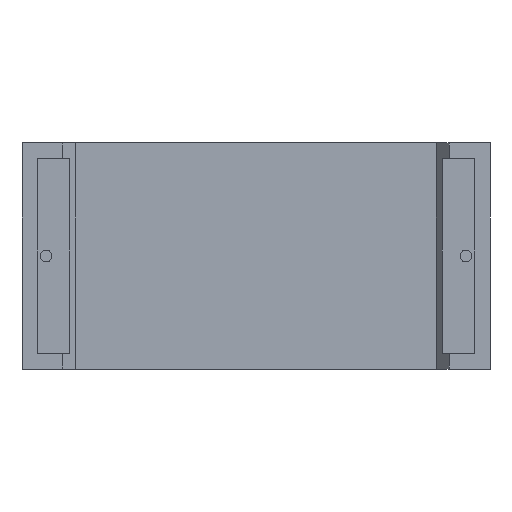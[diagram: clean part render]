
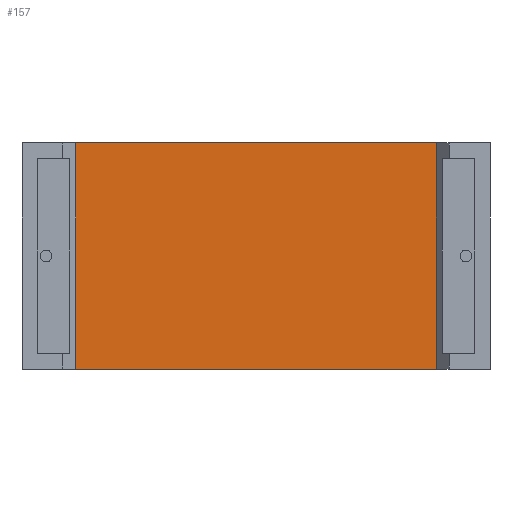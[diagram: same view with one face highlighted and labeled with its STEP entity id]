
A CAD part, front view. The second image highlights one B-rep face of the part: STEP entity #157.
In plain terms, the highlighted planar face has unit normal (0, -1, 0).
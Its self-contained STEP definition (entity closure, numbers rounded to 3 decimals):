
#83 = EDGE_CURVE ( 'NONE', #2842, #2271, #2925, .T. ) ;
#157 = ADVANCED_FACE ( 'NONE', ( #2192 ), #929, .F. ) ;
#344 = DIRECTION ( 'NONE',  ( -1., 0., 0. ) ) ;
#431 = EDGE_CURVE ( 'NONE', #2271, #1765, #2447, .T. ) ;
#487 = VERTEX_POINT ( 'NONE', #2846 ) ;
#568 = CARTESIAN_POINT ( 'NONE',  ( 4.811, 1.383, 0. ) ) ;
#598 = CARTESIAN_POINT ( 'NONE',  ( 20.9, 1.383, 0. ) ) ;
#626 = EDGE_CURVE ( 'NONE', #487, #1765, #2209, .T. ) ;
#860 = VECTOR ( 'NONE', #2256, 1000. ) ;
#887 = CARTESIAN_POINT ( 'NONE',  ( 36.989, 1.383, 0. ) ) ;
#913 = VECTOR ( 'NONE', #1068, 1000. ) ;
#929 = PLANE ( 'NONE',  #2907 ) ;
#1068 = DIRECTION ( 'NONE',  ( 0., 0., 1. ) ) ;
#1165 = VECTOR ( 'NONE', #344, 1000. ) ;
#1196 = ORIENTED_EDGE ( 'NONE', *, *, #626, .T. ) ;
#1322 = CARTESIAN_POINT ( 'NONE',  ( 36.989, 1.383, 0. ) ) ;
#1328 = DIRECTION ( 'NONE',  ( -1., 0., 0. ) ) ;
#1340 = LINE ( 'NONE', #1322, #860 ) ;
#1398 = DIRECTION ( 'NONE',  ( -1., 0., 0. ) ) ;
#1399 = ORIENTED_EDGE ( 'NONE', *, *, #1725, .T. ) ;
#1553 = CARTESIAN_POINT ( 'NONE',  ( 20.9, 1.383, 0. ) ) ;
#1725 = EDGE_CURVE ( 'NONE', #2842, #487, #1340, .T. ) ;
#1757 = EDGE_LOOP ( 'NONE', ( #1196, #1999, #2304, #1399 ) ) ;
#1765 = VERTEX_POINT ( 'NONE', #1891 ) ;
#1836 = DIRECTION ( 'NONE',  ( 0., 1., 0. ) ) ;
#1891 = CARTESIAN_POINT ( 'NONE',  ( 4.811, 1.383, 20.2 ) ) ;
#1999 = ORIENTED_EDGE ( 'NONE', *, *, #431, .F. ) ;
#2192 = FACE_OUTER_BOUND ( 'NONE', #1757, .T. ) ;
#2209 = LINE ( 'NONE', #2438, #1165 ) ;
#2256 = DIRECTION ( 'NONE',  ( 0., 0., 1. ) ) ;
#2271 = VERTEX_POINT ( 'NONE', #568 ) ;
#2304 = ORIENTED_EDGE ( 'NONE', *, *, #83, .F. ) ;
#2438 = CARTESIAN_POINT ( 'NONE',  ( 20.9, 1.383, 20.2 ) ) ;
#2447 = LINE ( 'NONE', #2961, #913 ) ;
#2842 = VERTEX_POINT ( 'NONE', #887 ) ;
#2846 = CARTESIAN_POINT ( 'NONE',  ( 36.989, 1.383, 20.2 ) ) ;
#2906 = VECTOR ( 'NONE', #1328, 1000. ) ;
#2907 = AXIS2_PLACEMENT_3D ( 'NONE', #1553, #1836, #1398 ) ;
#2925 = LINE ( 'NONE', #598, #2906 ) ;
#2961 = CARTESIAN_POINT ( 'NONE',  ( 4.811, 1.383, 0. ) ) ;
